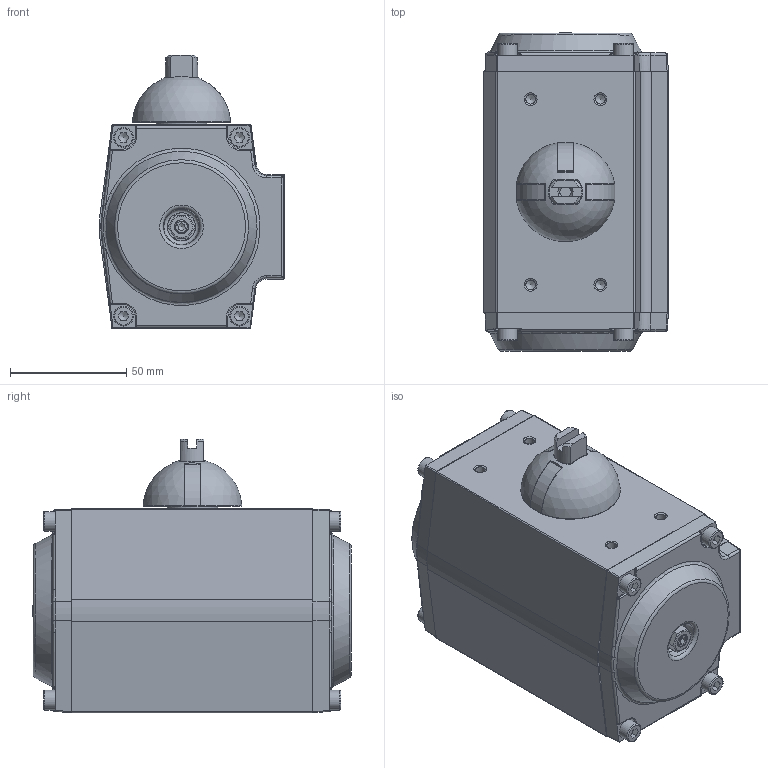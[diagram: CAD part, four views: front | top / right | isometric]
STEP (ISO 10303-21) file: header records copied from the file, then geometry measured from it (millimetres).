
FILE_DESCRIPTION(/* description */ ('Unknown'),/* implementation_level */ '2;1');
FILE_NAME(/* name */ 'GTA-63x90',/* time_stamp */ '2018-10-01T11:18:54+02:00',/* author */ ('Unknown'),/* organization */ ('Unknown'),/* preprocessor_version */ 'ST-DEVELOPER v16.7',/* originating_system */ 'DEX',/* authorisation */ $);
FILE_SCHEMA (('AUTOMOTIVE_DESIGN {1 0 10303 214 3 1 1}'));
Length unit declared in the file: millimetre
Products named in the file (1): GTA-63x90
Bounding box: 79.97 x 137.2 x 118 mm (x, y, z)
Surface area: 75012.1 mm2 (no closed solid volume)
Topology: 0 solids, 29 shells, 520 faces, 1569 edges, 1020 vertices
Faces by surface type: plane 224, cylinder 143, cone 79, torus 38, bspline 34, sphere 2
Full cylindrical faces by diameter (mm): 3.1 x1, 4 x1, 4.2 x8, 4.917 x1, 5 x4, 6.8 x4, 8.5 x8, 8.7 x2, 14 x1, 18.8 x1, 22 x1, 25.3 x1
Entity records: 18185 total; most frequent: CARTESIAN_POINT 4888, DIRECTION 2797, ORIENTED_EDGE 2351, EDGE_CURVE 1362, AXIS2_PLACEMENT_3D 1073, VERTEX_POINT 977, FACE_BOUND 701, EDGE_LOOP 674
